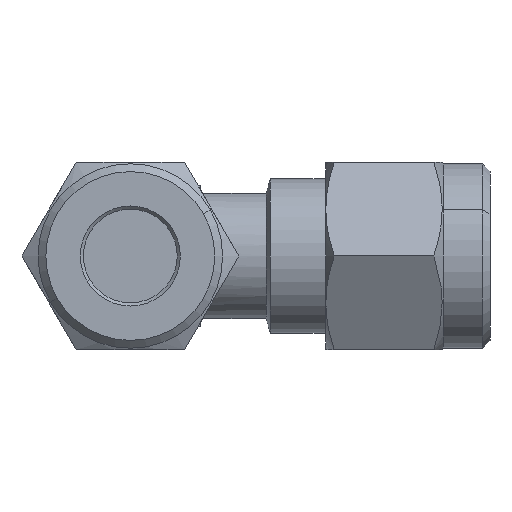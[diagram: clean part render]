
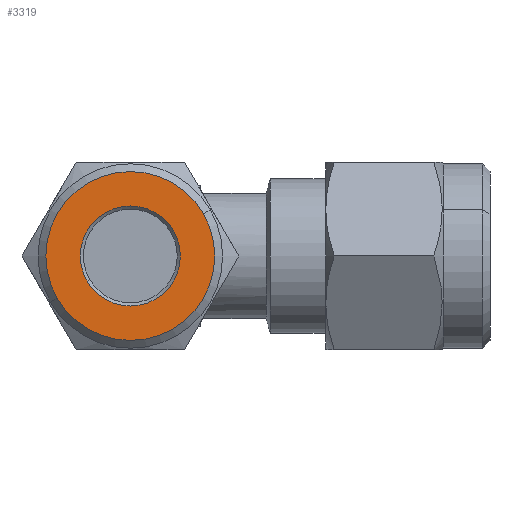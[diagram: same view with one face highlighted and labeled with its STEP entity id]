
A CAD part, left-side view. The second image highlights one B-rep face of the part: STEP entity #3319.
In plain terms, the highlighted planar face has unit normal (-1, 0, 0).
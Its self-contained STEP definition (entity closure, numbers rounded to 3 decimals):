
#144 = EDGE_LOOP ( 'NONE', ( #1748, #1749 ) ) ;
#342 = CARTESIAN_POINT ( 'NONE',  ( -23., 25.271, -1.6 ) ) ;
#343 = CARTESIAN_POINT ( 'NONE',  ( -23., 19.729, 1.6 ) ) ;
#357 = CARTESIAN_POINT ( 'NONE',  ( -23., 17.823, 2.7 ) ) ;
#360 = CARTESIAN_POINT ( 'NONE',  ( -23., 27.177, -2.7 ) ) ;
#737 = DIRECTION ( 'NONE',  ( -1., 0., 0. ) ) ;
#738 = CARTESIAN_POINT ( 'NONE',  ( -23., 19.55, -5.11 ) ) ;
#740 = PLANE ( 'NONE',  #1677 ) ;
#742 = DIRECTION ( 'NONE',  ( 0., 0.866, -0.5 ) ) ;
#842 = CARTESIAN_POINT ( 'NONE',  ( -23., 22.5, 0. ) ) ;
#843 = DIRECTION ( 'NONE',  ( -1., 0., 0. ) ) ;
#844 = DIRECTION ( 'NONE',  ( 0., 0.866, -0.5 ) ) ;
#883 = AXIS2_PLACEMENT_3D ( 'NONE', #842, #843, #844 ) ;
#957 = CIRCLE ( 'NONE', #883, 5.4 ) ;
#1487 = AXIS2_PLACEMENT_3D ( 'NONE', #3135, #3136, #3137 ) ;
#1541 = AXIS2_PLACEMENT_3D ( 'NONE', #3822, #3823, #3824 ) ;
#1542 = AXIS2_PLACEMENT_3D ( 'NONE', #3827, #3828, #3829 ) ;
#1677 = AXIS2_PLACEMENT_3D ( 'NONE', #738, #737, #742 ) ;
#1746 = ORIENTED_EDGE ( 'NONE', *, *, #2415, .T. ) ;
#1747 = ORIENTED_EDGE ( 'NONE', *, *, #3726, .T. ) ;
#1748 = ORIENTED_EDGE ( 'NONE', *, *, #2256, .T. ) ;
#1749 = ORIENTED_EDGE ( 'NONE', *, *, #2416, .T. ) ;
#2256 = EDGE_CURVE ( 'NONE', #2772, #2773, #2943, .T. ) ;
#2415 = EDGE_CURVE ( 'NONE', #2787, #2790, #3431, .T. ) ;
#2416 = EDGE_CURVE ( 'NONE', #2773, #2772, #3429, .T. ) ;
#2772 = VERTEX_POINT ( 'NONE', #342 ) ;
#2773 = VERTEX_POINT ( 'NONE', #343 ) ;
#2787 = VERTEX_POINT ( 'NONE', #357 ) ;
#2790 = VERTEX_POINT ( 'NONE', #360 ) ;
#2943 = CIRCLE ( 'NONE', #1487, 3.2 ) ;
#3135 = CARTESIAN_POINT ( 'NONE',  ( -23., 22.5, 0. ) ) ;
#3136 = DIRECTION ( 'NONE',  ( 1., 0., 0. ) ) ;
#3137 = DIRECTION ( 'NONE',  ( 0., -0.866, 0.5 ) ) ;
#3319 = ADVANCED_FACE ( 'NONE', ( #3665, #3671 ), #740, .T. ) ;
#3343 = EDGE_LOOP ( 'NONE', ( #1746, #1747 ) ) ;
#3429 = CIRCLE ( 'NONE', #1542, 3.2 ) ;
#3431 = CIRCLE ( 'NONE', #1541, 5.4 ) ;
#3665 = FACE_OUTER_BOUND ( 'NONE', #3343, .T. ) ;
#3671 = FACE_BOUND ( 'NONE', #144, .T. ) ;
#3726 = EDGE_CURVE ( 'NONE', #2790, #2787, #957, .T. ) ;
#3822 = CARTESIAN_POINT ( 'NONE',  ( -23., 22.5, 0. ) ) ;
#3823 = DIRECTION ( 'NONE',  ( -1., 0., 0. ) ) ;
#3824 = DIRECTION ( 'NONE',  ( 0., 0.866, -0.5 ) ) ;
#3827 = CARTESIAN_POINT ( 'NONE',  ( -23., 22.5, 0. ) ) ;
#3828 = DIRECTION ( 'NONE',  ( 1., 0., 0. ) ) ;
#3829 = DIRECTION ( 'NONE',  ( 0., -0.866, 0.5 ) ) ;
